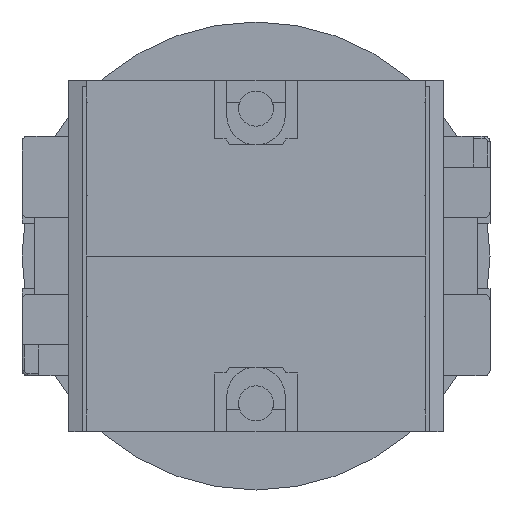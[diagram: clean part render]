
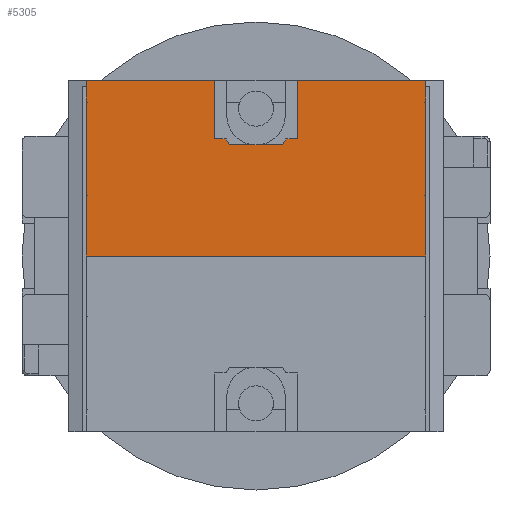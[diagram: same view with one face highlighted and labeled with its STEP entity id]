
A CAD part, front view. The second image highlights one B-rep face of the part: STEP entity #5305.
In plain terms, the highlighted planar face has unit normal (0, -1, 0).
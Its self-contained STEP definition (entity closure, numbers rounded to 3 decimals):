
#3149=DIRECTION('',(-1.,0.,0.));
#3150=VECTOR('',#3149,10.95);
#3151=CARTESIAN_POINT('',(14.5,-12.15,15.));
#3152=LINE('',#3151,#3150);
#3173=DIRECTION('',(-1.,0.,0.));
#3174=VECTOR('',#3173,10.95);
#3175=CARTESIAN_POINT('',(-3.55,-12.15,15.));
#3176=LINE('',#3175,#3174);
#3446=DIRECTION('',(0.,0.,-1.));
#3447=VECTOR('',#3446,5.15);
#3448=CARTESIAN_POINT('',(-14.5,-12.15,5.15));
#3449=LINE('',#3448,#3447);
#3466=DIRECTION('',(0.,0.,-1.));
#3467=VECTOR('',#3466,1.85);
#3468=CARTESIAN_POINT('',(-14.5,-12.15,15.));
#3469=LINE('',#3468,#3467);
#3556=DIRECTION('',(0.,0.,1.));
#3557=VECTOR('',#3556,8.);
#3558=CARTESIAN_POINT('',(14.5,-12.15,5.15));
#3559=LINE('',#3558,#3557);
#3560=DIRECTION('',(0.,0.,-1.));
#3561=VECTOR('',#3560,5.15);
#3562=CARTESIAN_POINT('',(14.5,-12.15,5.15));
#3563=LINE('',#3562,#3561);
#3564=DIRECTION('',(-1.,0.,0.));
#3565=VECTOR('',#3564,29.);
#3566=CARTESIAN_POINT('',(14.5,-12.15,0.));
#3567=LINE('',#3566,#3565);
#3568=DIRECTION('',(0.,0.,1.));
#3569=VECTOR('',#3568,8.);
#3570=CARTESIAN_POINT('',(-14.5,-12.15,5.15));
#3571=LINE('',#3570,#3569);
#3572=DIRECTION('',(0.514,0.,-0.857));
#3573=VECTOR('',#3572,0.583);
#3574=CARTESIAN_POINT('',(-2.55,-12.15,10.));
#3575=LINE('',#3574,#3573);
#3576=DIRECTION('',(0.514,0.,0.857));
#3577=VECTOR('',#3576,0.583);
#3578=CARTESIAN_POINT('',(2.25,-12.15,9.5));
#3579=LINE('',#3578,#3577);
#3580=DIRECTION('',(0.,0.,1.));
#3581=VECTOR('',#3580,5.);
#3582=CARTESIAN_POINT('',(3.55,-12.15,10.));
#3583=LINE('',#3582,#3581);
#3584=DIRECTION('',(0.,0.,-1.));
#3585=VECTOR('',#3584,1.85);
#3586=CARTESIAN_POINT('',(14.5,-12.15,15.));
#3587=LINE('',#3586,#3585);
#3608=DIRECTION('',(0.,0.,1.));
#3609=VECTOR('',#3608,5.);
#3610=CARTESIAN_POINT('',(-3.55,-12.15,10.));
#3611=LINE('',#3610,#3609);
#3693=DIRECTION('',(-1.,0.,0.));
#3694=VECTOR('',#3693,1.);
#3695=CARTESIAN_POINT('',(3.55,-12.15,10.));
#3696=LINE('',#3695,#3694);
#3709=DIRECTION('',(-1.,0.,0.));
#3710=VECTOR('',#3709,4.5);
#3711=CARTESIAN_POINT('',(2.25,-12.15,9.5));
#3712=LINE('',#3711,#3710);
#3717=DIRECTION('',(-1.,0.,0.));
#3718=VECTOR('',#3717,1.);
#3719=CARTESIAN_POINT('',(-2.55,-12.15,10.));
#3720=LINE('',#3719,#3718);
#4307=CARTESIAN_POINT('',(-14.5,-12.15,0.));
#4308=VERTEX_POINT('',#4307);
#4309=CARTESIAN_POINT('',(14.5,-12.15,0.));
#4310=VERTEX_POINT('',#4309);
#4399=CARTESIAN_POINT('',(14.5,-12.15,15.));
#4400=VERTEX_POINT('',#4399);
#4401=CARTESIAN_POINT('',(3.55,-12.15,15.));
#4402=VERTEX_POINT('',#4401);
#4415=CARTESIAN_POINT('',(-3.55,-12.15,15.));
#4416=VERTEX_POINT('',#4415);
#4417=CARTESIAN_POINT('',(-14.5,-12.15,15.));
#4418=VERTEX_POINT('',#4417);
#4555=CARTESIAN_POINT('',(14.5,-12.15,13.15));
#4556=VERTEX_POINT('',#4555);
#4559=CARTESIAN_POINT('',(-14.5,-12.15,13.15));
#4561=VERTEX_POINT('',#4559);
#4569=CARTESIAN_POINT('',(14.5,-12.15,5.15));
#4570=VERTEX_POINT('',#4569);
#4571=CARTESIAN_POINT('',(-14.5,-12.15,5.15));
#4572=VERTEX_POINT('',#4571);
#4573=CARTESIAN_POINT('',(-3.55,-12.15,10.));
#4574=VERTEX_POINT('',#4573);
#4575=CARTESIAN_POINT('',(-2.55,-12.15,10.));
#4576=VERTEX_POINT('',#4575);
#4577=CARTESIAN_POINT('',(-2.25,-12.15,9.5));
#4578=VERTEX_POINT('',#4577);
#4579=CARTESIAN_POINT('',(2.25,-12.15,9.5));
#4580=VERTEX_POINT('',#4579);
#4581=CARTESIAN_POINT('',(2.55,-12.15,10.));
#4582=VERTEX_POINT('',#4581);
#4583=CARTESIAN_POINT('',(3.55,-12.15,10.));
#4584=VERTEX_POINT('',#4583);
#5274=CARTESIAN_POINT('',(-14.5,-12.15,0.));
#5275=DIRECTION('',(0.,-1.,0.));
#5276=DIRECTION('',(1.,0.,0.));
#5277=AXIS2_PLACEMENT_3D('',#5274,#5275,#5276);
#5278=PLANE('',#5277);
#5279=ORIENTED_EDGE('',*,*,#5265,.F.);
#5280=ORIENTED_EDGE('',*,*,#5217,.T.);
#5281=ORIENTED_EDGE('',*,*,#4716,.T.);
#5282=ORIENTED_EDGE('',*,*,#5143,.F.);
#5284=ORIENTED_EDGE('',*,*,#5283,.T.);
#5285=ORIENTED_EDGE('',*,*,#5164,.F.);
#5286=ORIENTED_EDGE('',*,*,#4858,.F.);
#5288=ORIENTED_EDGE('',*,*,#5287,.F.);
#5290=ORIENTED_EDGE('',*,*,#5289,.F.);
#5292=ORIENTED_EDGE('',*,*,#5291,.T.);
#5294=ORIENTED_EDGE('',*,*,#5293,.F.);
#5296=ORIENTED_EDGE('',*,*,#5295,.T.);
#5298=ORIENTED_EDGE('',*,*,#5297,.F.);
#5300=ORIENTED_EDGE('',*,*,#5299,.T.);
#5301=ORIENTED_EDGE('',*,*,#4842,.F.);
#5302=ORIENTED_EDGE('',*,*,#5196,.T.);
#5303=EDGE_LOOP('',(#5279,#5280,#5281,#5282,#5284,#5285,#5286,#5288,#5290,#5292,
#5294,#5296,#5298,#5300,#5301,#5302));
#5304=FACE_OUTER_BOUND('',#5303,.F.);
#5305=ADVANCED_FACE('',(#5304),#5278,.T.);
#4716=EDGE_CURVE('',#4310,#4308,#3567,.T.);
#4842=EDGE_CURVE('',#4400,#4402,#3152,.T.);
#4858=EDGE_CURVE('',#4416,#4418,#3176,.T.);
#5143=EDGE_CURVE('',#4572,#4308,#3449,.T.);
#5164=EDGE_CURVE('',#4418,#4561,#3469,.T.);
#5196=EDGE_CURVE('',#4400,#4556,#3587,.T.);
#5217=EDGE_CURVE('',#4570,#4310,#3563,.T.);
#5265=EDGE_CURVE('',#4570,#4556,#3559,.T.);
#5283=EDGE_CURVE('',#4572,#4561,#3571,.T.);
#5287=EDGE_CURVE('',#4574,#4416,#3611,.T.);
#5289=EDGE_CURVE('',#4576,#4574,#3720,.T.);
#5291=EDGE_CURVE('',#4576,#4578,#3575,.T.);
#5293=EDGE_CURVE('',#4580,#4578,#3712,.T.);
#5295=EDGE_CURVE('',#4580,#4582,#3579,.T.);
#5297=EDGE_CURVE('',#4584,#4582,#3696,.T.);
#5299=EDGE_CURVE('',#4584,#4402,#3583,.T.);
